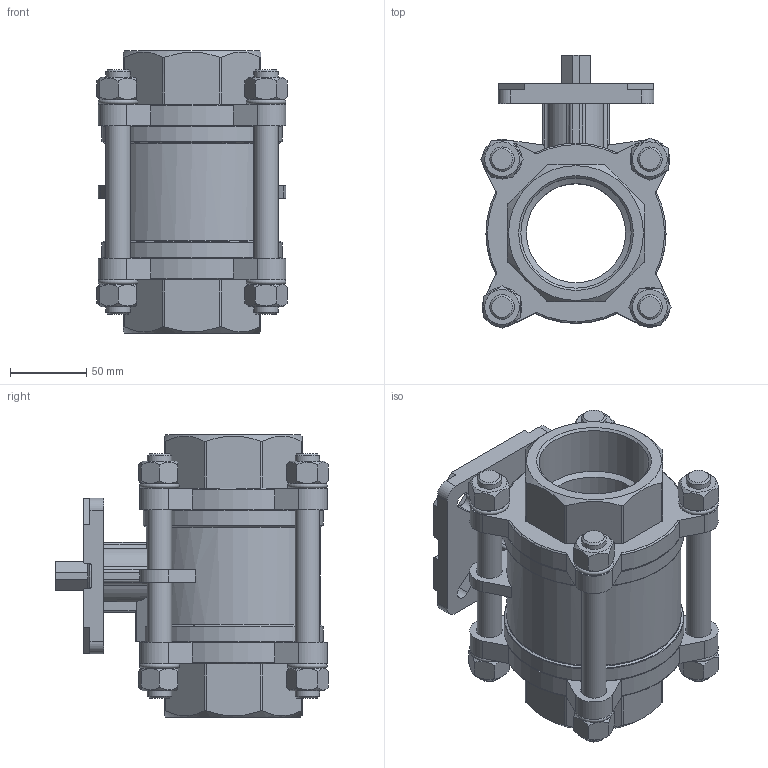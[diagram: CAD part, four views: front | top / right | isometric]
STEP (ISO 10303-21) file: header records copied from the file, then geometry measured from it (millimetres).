
FILE_DESCRIPTION(/* description */ ('STEP AP214'),/* implementation_level */ '2;1');
FILE_NAME(/* name */ '1686648_VZBA-21_2-GG-63-T-22-F0710-V4V4T',/* time_stamp */ '2024-09-18T00:27:45+02:00',/* author */ ('License CC BY-ND 4.0'),/* organization */ ('CADENAS'),/* preprocessor_version */ 'ST-DEVELOPER v19.3',/* originating_system */ 'PARTsolutions',/* authorisation */ ' ');
FILE_SCHEMA (('AUTOMOTIVE_DESIGN {1 0 10303 214 3 1 1}'));
Length unit declared in the file: millimetre
Products named in the file (1): 1686648 VZBA-21/2''-GG-63-T-22-F0710-V4V4T
Bounding box: 124.59 x 178.79 x 185 mm (x, y, z)
Volume: 1382883.6 mm3; surface area: 206337.3 mm2
Topology: 1 solids, 1 shells, 339 faces, 872 edges, 567 vertices
Faces by surface type: plane 177, cylinder 103, cone 39, torus 20
Full cylindrical faces by diameter (mm): 16 x12, 17 x10, 23.5 x1, 65 x1, 72.226 x2, 114 x1, 118 x1
Entity records: 10500 total; most frequent: CARTESIAN_POINT 2707, ORIENTED_EDGE 1564, DIRECTION 1524, EDGE_CURVE 782, AXIS2_PLACEMENT_3D 580, VERTEX_POINT 551, EDGE_LOOP 467, FACE_BOUND 467
